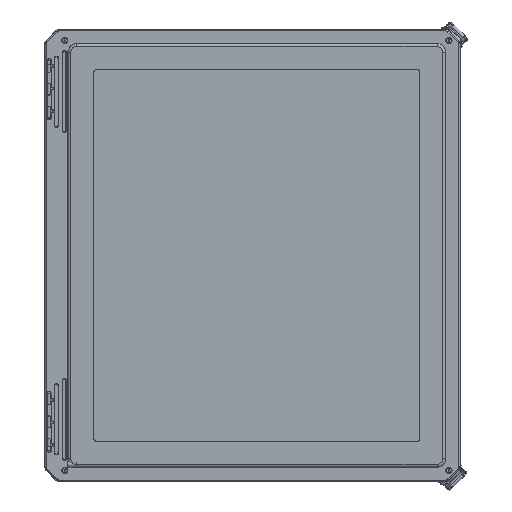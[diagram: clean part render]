
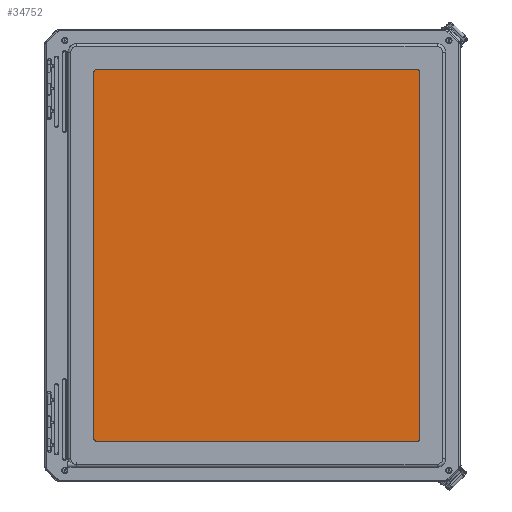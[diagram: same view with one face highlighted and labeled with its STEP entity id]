
A CAD part, top view. The second image highlights one B-rep face of the part: STEP entity #34752.
In plain terms, the highlighted face is planar.
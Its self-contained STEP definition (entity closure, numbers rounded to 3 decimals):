
#4830=LINE('',#79211,#7368);
#4834=LINE('',#79220,#7372);
#4837=LINE('',#79228,#7375);
#4840=LINE('',#79236,#7378);
#7368=VECTOR('',#48761,14.);
#7372=VECTOR('',#48771,16.);
#7375=VECTOR('',#48780,14.);
#7378=VECTOR('',#48789,16.);
#8258=PLANE('',#38809);
#10464=FACE_OUTER_BOUND('',#12704,.T.);
#12704=EDGE_LOOP('',(#31838,#31839,#31840,#31841,#31842,#31843,#31844,#31845));
#14195=CIRCLE('',#38799,0.115);
#14196=CIRCLE('',#38802,0.115);
#14197=CIRCLE('',#38805,0.115);
#14198=CIRCLE('',#38808,0.115);
#17149=VERTEX_POINT('',#79208);
#17150=VERTEX_POINT('',#79210);
#17151=VERTEX_POINT('',#79214);
#17152=VERTEX_POINT('',#79218);
#17153=VERTEX_POINT('',#79222);
#17154=VERTEX_POINT('',#79226);
#17155=VERTEX_POINT('',#79230);
#17156=VERTEX_POINT('',#79234);
#22088=EDGE_CURVE('',#17149,#17150,#4830,.T.);
#22091=EDGE_CURVE('',#17151,#17149,#14195,.T.);
#22093=EDGE_CURVE('',#17152,#17151,#4834,.T.);
#22095=EDGE_CURVE('',#17153,#17152,#14196,.T.);
#22097=EDGE_CURVE('',#17154,#17153,#4837,.T.);
#22099=EDGE_CURVE('',#17155,#17154,#14197,.T.);
#22101=EDGE_CURVE('',#17156,#17155,#4840,.T.);
#22102=EDGE_CURVE('',#17150,#17156,#14198,.T.);
#31838=ORIENTED_EDGE('',*,*,#22102,.F.);
#31839=ORIENTED_EDGE('',*,*,#22088,.F.);
#31840=ORIENTED_EDGE('',*,*,#22091,.F.);
#31841=ORIENTED_EDGE('',*,*,#22093,.F.);
#31842=ORIENTED_EDGE('',*,*,#22095,.F.);
#31843=ORIENTED_EDGE('',*,*,#22097,.F.);
#31844=ORIENTED_EDGE('',*,*,#22099,.F.);
#31845=ORIENTED_EDGE('',*,*,#22101,.F.);
#34752=ADVANCED_FACE('',(#10464),#8258,.F.);
#38799=AXIS2_PLACEMENT_3D('',#79216,#48766,#48767);
#38802=AXIS2_PLACEMENT_3D('',#79224,#48775,#48776);
#38805=AXIS2_PLACEMENT_3D('',#79232,#48784,#48785);
#38808=AXIS2_PLACEMENT_3D('',#79238,#48792,#48793);
#38809=AXIS2_PLACEMENT_3D('',#79239,#48794,#48795);
#48761=DIRECTION('',(-1.,0.,0.));
#48766=DIRECTION('center_axis',(0.,0.,1.));
#48767=DIRECTION('ref_axis',(1.,0.,0.));
#48771=DIRECTION('',(0.,1.,0.));
#48775=DIRECTION('center_axis',(0.,0.,1.));
#48776=DIRECTION('ref_axis',(0.,-1.,0.));
#48780=DIRECTION('',(1.,0.,0.));
#48784=DIRECTION('center_axis',(0.,0.,1.));
#48785=DIRECTION('ref_axis',(-1.,0.,0.));
#48789=DIRECTION('',(0.,-1.,0.));
#48792=DIRECTION('center_axis',(0.,0.,1.));
#48793=DIRECTION('ref_axis',(0.,1.,0.));
#48794=DIRECTION('center_axis',(0.,0.,1.));
#48795=DIRECTION('ref_axis',(1.,0.,0.));
#79208=CARTESIAN_POINT('',(7.,8.115,0.));
#79210=CARTESIAN_POINT('',(-7.,8.115,0.));
#79211=CARTESIAN_POINT('',(7.,8.115,0.));
#79214=CARTESIAN_POINT('',(7.115,8.,0.));
#79216=CARTESIAN_POINT('Origin',(7.,8.,0.));
#79218=CARTESIAN_POINT('',(7.115,-8.,0.));
#79220=CARTESIAN_POINT('',(7.115,-8.,0.));
#79222=CARTESIAN_POINT('',(7.,-8.115,0.));
#79224=CARTESIAN_POINT('Origin',(7.,-8.,0.));
#79226=CARTESIAN_POINT('',(-7.,-8.115,0.));
#79228=CARTESIAN_POINT('',(-7.,-8.115,0.));
#79230=CARTESIAN_POINT('',(-7.115,-8.,0.));
#79232=CARTESIAN_POINT('Origin',(-7.,-8.,0.));
#79234=CARTESIAN_POINT('',(-7.115,8.,0.));
#79236=CARTESIAN_POINT('',(-7.115,8.,0.));
#79238=CARTESIAN_POINT('Origin',(-7.,8.,0.));
#79239=CARTESIAN_POINT('Origin',(0.,0.,0.));
